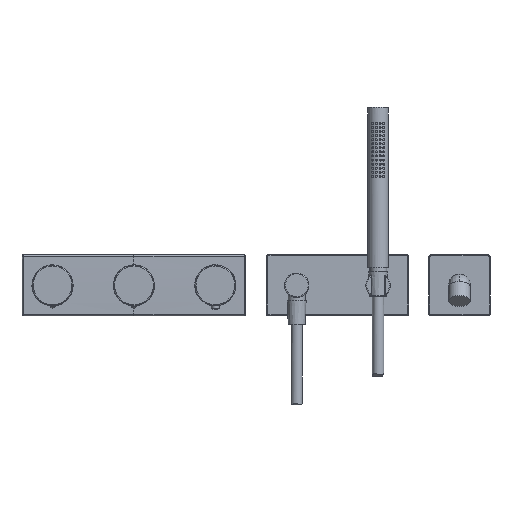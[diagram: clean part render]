
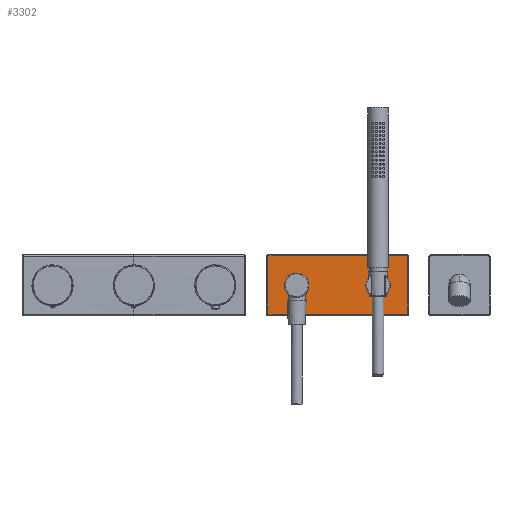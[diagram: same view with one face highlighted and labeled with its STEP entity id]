
A CAD part, top view. The second image highlights one B-rep face of the part: STEP entity #3302.
In plain terms, the highlighted planar face has unit normal (0, 0, 1).
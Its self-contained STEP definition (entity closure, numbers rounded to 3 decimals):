
#2 = CARTESIAN_POINT ( 'NONE',  ( 50.034, 0., 12. ) ) ;
#15 = CARTESIAN_POINT ( 'NONE',  ( 185.97, -36.185, 12. ) ) ;
#244 = EDGE_LOOP ( 'NONE', ( #4881, #5780, #7489, #8450, #5349, #4235, #6087, #3454 ) ) ;
#419 = EDGE_LOOP ( 'NONE', ( #967 ) ) ;
#455 = CARTESIAN_POINT ( 'NONE',  ( 186.342, 0., 12. ) ) ;
#903 = CARTESIAN_POINT ( 'NONE',  ( 186.342, 35.622, 12. ) ) ;
#967 = ORIENTED_EDGE ( 'NONE', *, *, #8473, .F. ) ;
#1001 = DIRECTION ( 'NONE',  ( -1., 0., 0. ) ) ;
#1014 = CARTESIAN_POINT ( 'NONE',  ( 185.342, -36.308, 12. ) ) ;
#1036 = B_SPLINE_CURVE_WITH_KNOTS ( 'NONE', 5,
 ( #8175, #4685, #9921, #5675, #12107, #6675 ),
 .UNSPECIFIED., .F., .F.,
 ( 6, 6 ),
 ( 0., 1. ),
 .UNSPECIFIED. ) ;
#1143 = CARTESIAN_POINT ( 'NONE',  ( 14.726, -36.308, 12. ) ) ;
#1392 = DIRECTION ( 'NONE',  ( 0., 1., 0. ) ) ;
#1682 = CARTESIAN_POINT ( 'NONE',  ( 13.726, 35.308, 12. ) ) ;
#2070 = AXIS2_PLACEMENT_3D ( 'NONE', #2, #6945, #1001 ) ;
#2394 = B_SPLINE_CURVE_WITH_KNOTS ( 'NONE', 5,
 ( #5801, #2847, #3852, #10487, #4867, #11368 ),
 .UNSPECIFIED., .F., .F.,
 ( 6, 6 ),
 ( 0., 1. ),
 .UNSPECIFIED. ) ;
#2424 = EDGE_CURVE ( 'NONE', #11014, #3057, #7706, .T. ) ;
#2558 = CARTESIAN_POINT ( 'NONE',  ( 186.342, 35.308, 12. ) ) ;
#2587 = EDGE_CURVE ( 'NONE', #7408, #8793, #7270, .T. ) ;
#2828 = EDGE_CURVE ( 'NONE', #8793, #11014, #1036, .T. ) ;
#2847 = CARTESIAN_POINT ( 'NONE',  ( 14.412, -36.308, 12. ) ) ;
#2907 = B_SPLINE_CURVE_WITH_KNOTS ( 'NONE', 5,
 ( #4872, #10491, #12260, #6843, #903, #7825 ),
 .UNSPECIFIED., .F., .F.,
 ( 6, 6 ),
 ( 0., 1. ),
 .UNSPECIFIED. ) ;
#2966 = CARTESIAN_POINT ( 'NONE',  ( 186.342, -35.622, 12. ) ) ;
#3005 = EDGE_CURVE ( 'NONE', #11952, #7408, #2394, .T. ) ;
#3057 = VERTEX_POINT ( 'NONE', #3892 ) ;
#3302 = ADVANCED_FACE ( 'NONE', ( #5702, #6008 ), #8185, .F. ) ;
#3454 = ORIENTED_EDGE ( 'NONE', *, *, #8908, .F. ) ;
#3652 = EDGE_CURVE ( 'NONE', #4892, #8181, #11563, .T. ) ;
#3666 = AXIS2_PLACEMENT_3D ( 'NONE', #6351, #7352, #1392 ) ;
#3852 = CARTESIAN_POINT ( 'NONE',  ( 14.098, -36.185, 12. ) ) ;
#3892 = CARTESIAN_POINT ( 'NONE',  ( 185.342, 36.308, 12. ) ) ;
#3968 = CARTESIAN_POINT ( 'NONE',  ( 186.342, -35.308, 12. ) ) ;
#4082 = CARTESIAN_POINT ( 'NONE',  ( 13.726, -35.308, 12. ) ) ;
#4235 = ORIENTED_EDGE ( 'NONE', *, *, #2587, .F. ) ;
#4685 = CARTESIAN_POINT ( 'NONE',  ( 13.726, 35.622, 12. ) ) ;
#4867 = CARTESIAN_POINT ( 'NONE',  ( 13.726, -35.622, 12. ) ) ;
#4872 = CARTESIAN_POINT ( 'NONE',  ( 185.342, 36.308, 12. ) ) ;
#4881 = ORIENTED_EDGE ( 'NONE', *, *, #3652, .F. ) ;
#4892 = VERTEX_POINT ( 'NONE', #3968 ) ;
#4980 = CARTESIAN_POINT ( 'NONE',  ( 186.342, -35.308, 12. ) ) ;
#5075 = LINE ( 'NONE', #9511, #5982 ) ;
#5349 = ORIENTED_EDGE ( 'NONE', *, *, #2828, .F. ) ;
#5482 = DIRECTION ( 'NONE',  ( 1., 0., 0. ) ) ;
#5646 = LINE ( 'NONE', #455, #5791 ) ;
#5675 = CARTESIAN_POINT ( 'NONE',  ( 14.097, 36.185, 12. ) ) ;
#5702 = FACE_BOUND ( 'NONE', #419, .T. ) ;
#5780 = ORIENTED_EDGE ( 'NONE', *, *, #6765, .F. ) ;
#5791 = VECTOR ( 'NONE', #8273, 1000. ) ;
#5801 = CARTESIAN_POINT ( 'NONE',  ( 14.726, -36.308, 12. ) ) ;
#5962 = CARTESIAN_POINT ( 'NONE',  ( 186.218, -35.936, 12. ) ) ;
#5982 = VECTOR ( 'NONE', #10407, 1000. ) ;
#6008 = FACE_OUTER_BOUND ( 'NONE', #244, .T. ) ;
#6087 = ORIENTED_EDGE ( 'NONE', *, *, #3005, .F. ) ;
#6351 = CARTESIAN_POINT ( 'NONE',  ( 50.034, 0., 12. ) ) ;
#6675 = CARTESIAN_POINT ( 'NONE',  ( 14.726, 36.308, 12. ) ) ;
#6765 = EDGE_CURVE ( 'NONE', #10886, #4892, #5646, .T. ) ;
#6843 = CARTESIAN_POINT ( 'NONE',  ( 186.218, 35.936, 12. ) ) ;
#6945 = DIRECTION ( 'NONE',  ( 0., 0., 1. ) ) ;
#6956 = CARTESIAN_POINT ( 'NONE',  ( 185.656, -36.308, 12. ) ) ;
#7193 = EDGE_CURVE ( 'NONE', #3057, #10886, #2907, .T. ) ;
#7270 = LINE ( 'NONE', #9316, #7417 ) ;
#7352 = DIRECTION ( 'NONE',  ( 0., 0., -1. ) ) ;
#7408 = VERTEX_POINT ( 'NONE', #4082 ) ;
#7417 = VECTOR ( 'NONE', #9759, 1000. ) ;
#7435 = CARTESIAN_POINT ( 'NONE',  ( 50.034, 36.308, 12. ) ) ;
#7489 = ORIENTED_EDGE ( 'NONE', *, *, #7193, .F. ) ;
#7494 = VERTEX_POINT ( 'NONE', #8013 ) ;
#7583 = VECTOR ( 'NONE', #5482, 1000. ) ;
#7706 = LINE ( 'NONE', #7435, #7583 ) ;
#7825 = CARTESIAN_POINT ( 'NONE',  ( 186.342, 35.308, 12. ) ) ;
#8013 = CARTESIAN_POINT ( 'NONE',  ( 37.034, 0., 12. ) ) ;
#8175 = CARTESIAN_POINT ( 'NONE',  ( 13.726, 35.308, 12. ) ) ;
#8181 = VERTEX_POINT ( 'NONE', #8784 ) ;
#8185 = PLANE ( 'NONE',  #3666 ) ;
#8273 = DIRECTION ( 'NONE',  ( 0., -1., 0. ) ) ;
#8450 = ORIENTED_EDGE ( 'NONE', *, *, #2424, .F. ) ;
#8473 = EDGE_CURVE ( 'NONE', #7494, #7494, #10911, .T. ) ;
#8574 = CARTESIAN_POINT ( 'NONE',  ( 14.726, 36.308, 12. ) ) ;
#8784 = CARTESIAN_POINT ( 'NONE',  ( 185.342, -36.308, 12. ) ) ;
#8793 = VERTEX_POINT ( 'NONE', #1682 ) ;
#8908 = EDGE_CURVE ( 'NONE', #8181, #11952, #5075, .T. ) ;
#9316 = CARTESIAN_POINT ( 'NONE',  ( 13.726, 0., 12. ) ) ;
#9511 = CARTESIAN_POINT ( 'NONE',  ( 50.034, -36.308, 12. ) ) ;
#9759 = DIRECTION ( 'NONE',  ( 0., 1., 0. ) ) ;
#9921 = CARTESIAN_POINT ( 'NONE',  ( 13.849, 35.936, 12. ) ) ;
#10407 = DIRECTION ( 'NONE',  ( -1., 0., 0. ) ) ;
#10487 = CARTESIAN_POINT ( 'NONE',  ( 13.849, -35.936, 12. ) ) ;
#10491 = CARTESIAN_POINT ( 'NONE',  ( 185.656, 36.308, 12. ) ) ;
#10886 = VERTEX_POINT ( 'NONE', #2558 ) ;
#10911 = CIRCLE ( 'NONE', #2070, 13. ) ;
#11014 = VERTEX_POINT ( 'NONE', #8574 ) ;
#11368 = CARTESIAN_POINT ( 'NONE',  ( 13.726, -35.308, 12. ) ) ;
#11563 = B_SPLINE_CURVE_WITH_KNOTS ( 'NONE', 5,
 ( #4980, #2966, #5962, #15, #6956, #1014 ),
 .UNSPECIFIED., .F., .F.,
 ( 6, 6 ),
 ( 0., 1. ),
 .UNSPECIFIED. ) ;
#11952 = VERTEX_POINT ( 'NONE', #1143 ) ;
#12107 = CARTESIAN_POINT ( 'NONE',  ( 14.412, 36.308, 12. ) ) ;
#12260 = CARTESIAN_POINT ( 'NONE',  ( 185.97, 36.185, 12. ) ) ;
